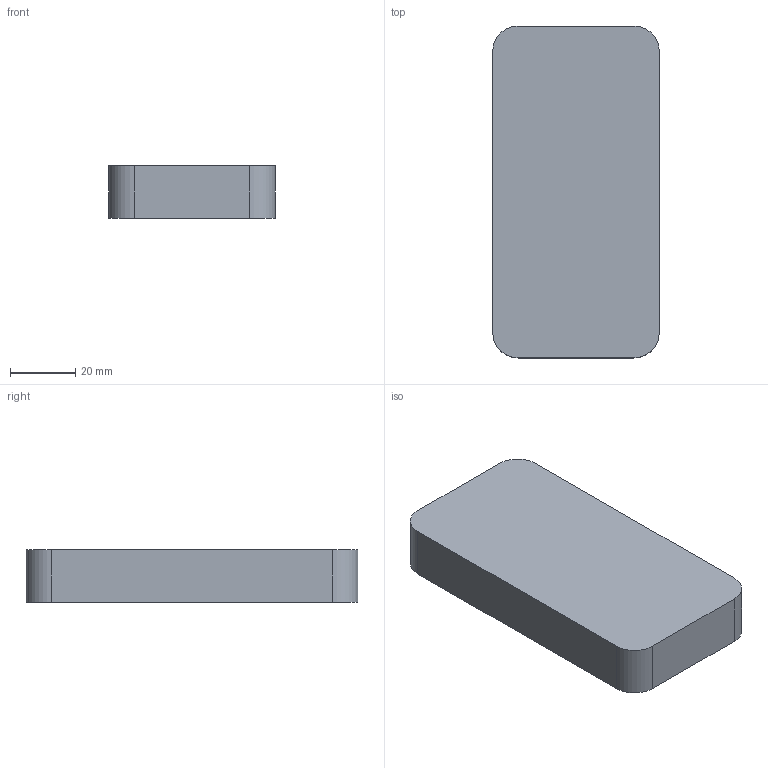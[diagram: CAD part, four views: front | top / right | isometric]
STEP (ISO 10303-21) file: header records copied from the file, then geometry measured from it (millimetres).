
FILE_DESCRIPTION(/* description */ (''),/* implementation_level */ '2;1');
FILE_NAME(/* name */ 'openmower_poweradapter v35.step',/* time_stamp */ '2022-06-13T10:30:13+02:00',/* author */ (''),/* organization */ (''),/* preprocessor_version */ 'ST-DEVELOPER v19',/* originating_system */ 'Autodesk Translation Framework v11.7.0.108',/* authorisation */ '');
FILE_SCHEMA (('AUTOMOTIVE_DESIGN { 1 0 10303 214 3 1 1 }'));
Length unit declared in the file: millimetre
Products named in the file (2): openmower_poweradapter; probeholder
Assembly tree (1 placements, depth 2):
  openmower_poweradapter
    probeholder
Bounding box: 51.18 x 101.98 x 16 mm (x, y, z)
Volume: 30904.5 mm3; surface area: 19493.4 mm2
Topology: 1 solids, 1 shells, 38 faces, 84 edges, 56 vertices
Faces by surface type: plane 22, cylinder 16
Full cylindrical faces by diameter (mm): 3.5 x4, 6 x4
Entity records: 1109 total; most frequent: DIRECTION 198, CARTESIAN_POINT 181, ORIENTED_EDGE 168, EDGE_CURVE 84, AXIS2_PLACEMENT_3D 73, VERTEX_POINT 56, LINE 52, VECTOR 52
